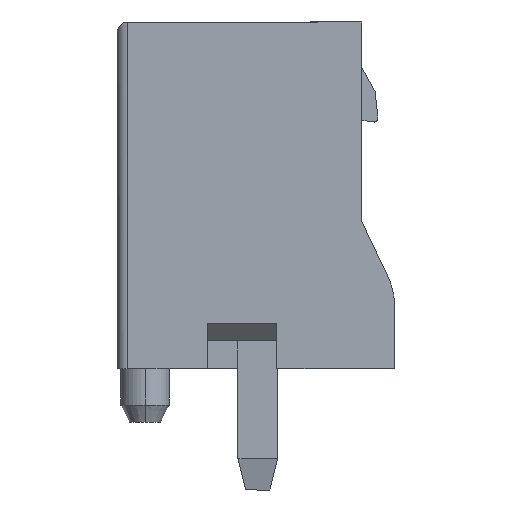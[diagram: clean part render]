
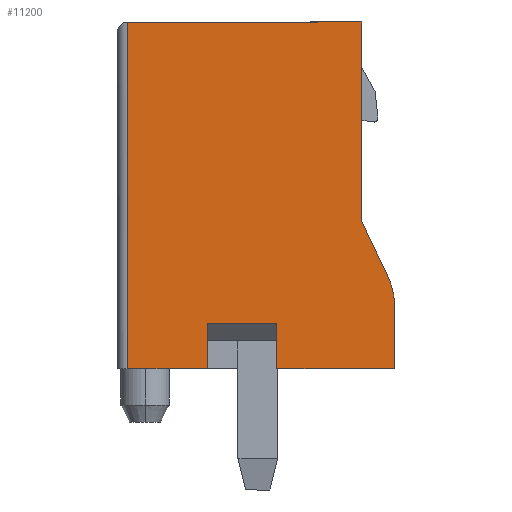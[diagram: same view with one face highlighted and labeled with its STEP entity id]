
A CAD part, left-side view. The second image highlights one B-rep face of the part: STEP entity #11200.
In plain terms, the highlighted planar face has unit normal (-1, 0, 0).
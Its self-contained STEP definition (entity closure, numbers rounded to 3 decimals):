
#9950=CARTESIAN_POINT('',(-1.793,1.652,
-3.954));
#9960=VERTEX_POINT('',#9950);
#9990=CARTESIAN_POINT('',(-1.793,-0.147,
-3.954));
#10000=DIRECTION('',(0.,1.,0.));
#10010=VECTOR('',#10000,1.);
#10020=LINE('',#9990,#10010);
#10030=CARTESIAN_POINT('',(-1.793,-0.147,
-3.954));
#10040=VERTEX_POINT('',#10030);
#10050=EDGE_CURVE('',#10040,#9960,#10020,.T.);
#10210=CARTESIAN_POINT('',(-1.793,-0.147,
-1.954));
#10220=DIRECTION('',(-1.,0.,0.));
#10230=DIRECTION('',(0.,0.,-1.));
#10240=AXIS2_PLACEMENT_3D('',#10210,#10220,#10230);
#10250=CIRCLE('',#10240,2.);
#10260=CARTESIAN_POINT('',(-1.793,-1.005,
-3.761));
#10270=VERTEX_POINT('',#10260);
#10280=EDGE_CURVE('',#10040,#10270,#10250,.T.);
#10410=CARTESIAN_POINT('',(-1.793,-0.148,
-2.114));
#10420=DIRECTION('',(1.,0.,-0.));
#10430=DIRECTION('',(0.,0.,1.));
#10440=AXIS2_PLACEMENT_3D('',#10410,#10420,#10430);
#10450=PLANE('',#10440);
#10460=CARTESIAN_POINT('',(-1.793,-8.348,
-3.004));
#10470=DIRECTION('',(0.,0.,1.));
#10480=VECTOR('',#10470,1.);
#10490=LINE('',#10460,#10480);
#10500=CARTESIAN_POINT('',(-1.793,-8.348,
-3.004));
#10510=VERTEX_POINT('',#10500);
#10520=CARTESIAN_POINT('',(-1.793,-8.348,
3.746));
#10530=VERTEX_POINT('',#10520);
#10540=EDGE_CURVE('',#10510,#10530,#10490,.T.);
#10550=ORIENTED_EDGE('',*,*,#10540,.T.);
#10560=CARTESIAN_POINT('',(-1.793,-8.348,
-3.004));
#10570=DIRECTION('',(0.,1.,0.));
#10580=VECTOR('',#10570,1.);
#10590=LINE('',#10560,#10580);
#10600=CARTESIAN_POINT('',(-1.793,-2.598,
-3.004));
#10610=VERTEX_POINT('',#10600);
#10620=EDGE_CURVE('',#10510,#10610,#10590,.T.);
#10630=ORIENTED_EDGE('',*,*,#10620,.F.);
#10640=CARTESIAN_POINT('',(-1.793,-1.005,
-3.761));
#10650=DIRECTION('',(0.,-0.903,0.429));
#10660=VECTOR('',#10650,1.);
#10670=LINE('',#10640,#10660);
#10680=EDGE_CURVE('',#10270,#10610,#10670,.T.);
#10690=ORIENTED_EDGE('',*,*,#10680,.T.);
#10700=ORIENTED_EDGE('',*,*,#10280,.T.);
#10710=ORIENTED_EDGE('',*,*,#10050,.F.);
#10720=CARTESIAN_POINT('',(-1.793,1.652,
-0.554));
#10730=DIRECTION('',(0.,0.,-1.));
#10740=VECTOR('',#10730,1.);
#10750=LINE('',#10720,#10740);
#10760=CARTESIAN_POINT('',(-1.793,1.652,
-0.554));
#10770=VERTEX_POINT('',#10760);
#10780=EDGE_CURVE('',#10770,#9960,#10750,.T.);
#10790=ORIENTED_EDGE('',*,*,#10780,.T.);
#10800=CARTESIAN_POINT('',(-1.793,1.652,
-0.554));
#10810=DIRECTION('',(0.,-1.,0.));
#10820=VECTOR('',#10810,1.);
#10830=LINE('',#10800,#10820);
#10840=CARTESIAN_POINT('',(-1.793,0.352,
-0.554));
#10850=VERTEX_POINT('',#10840);
#10860=EDGE_CURVE('',#10770,#10850,#10830,.T.);
#10870=ORIENTED_EDGE('',*,*,#10860,.F.);
#10880=CARTESIAN_POINT('',(-1.793,0.352,
1.446));
#10890=DIRECTION('',(0.,0.,-1.));
#10900=VECTOR('',#10890,1.);
#10910=LINE('',#10880,#10900);
#10920=CARTESIAN_POINT('',(-1.793,0.352,
1.446));
#10930=VERTEX_POINT('',#10920);
#10940=EDGE_CURVE('',#10930,#10850,#10910,.T.);
#10950=ORIENTED_EDGE('',*,*,#10940,.T.);
#10960=CARTESIAN_POINT('',(-1.793,0.352,
1.446));
#10970=DIRECTION('',(0.,1.,0.));
#10980=VECTOR('',#10970,1.);
#10990=LINE('',#10960,#10980);
#11000=CARTESIAN_POINT('',(-1.793,1.652,
1.446));
#11010=VERTEX_POINT('',#11000);
#11020=EDGE_CURVE('',#10930,#11010,#10990,.T.);
#11030=ORIENTED_EDGE('',*,*,#11020,.F.);
#11040=CARTESIAN_POINT('',(-1.793,1.652,
1.446));
#11050=DIRECTION('',(0.,0.,1.));
#11060=VECTOR('',#11050,1.);
#11070=LINE('',#11040,#11060);
#11080=CARTESIAN_POINT('',(-1.793,1.652,
3.746));
#11090=VERTEX_POINT('',#11080);
#11100=EDGE_CURVE('',#11010,#11090,#11070,.T.);
#11110=ORIENTED_EDGE('',*,*,#11100,.F.);
#11120=CARTESIAN_POINT('',(-1.793,1.652,
3.746));
#11130=DIRECTION('',(0.,-1.,0.));
#11140=VECTOR('',#11130,1.);
#11150=LINE('',#11120,#11140);
#11160=EDGE_CURVE('',#11090,#10530,#11150,.T.);
#11170=ORIENTED_EDGE('',*,*,#11160,.F.);
#11180=EDGE_LOOP('',(#11170,#11110,#11030,#10950,#10870,#10790,#10710,
#10700,#10690,#10630,#10550));
#11190=FACE_OUTER_BOUND('',#11180,.T.);
#11200=ADVANCED_FACE('',(#11190),#10450,.F.);
